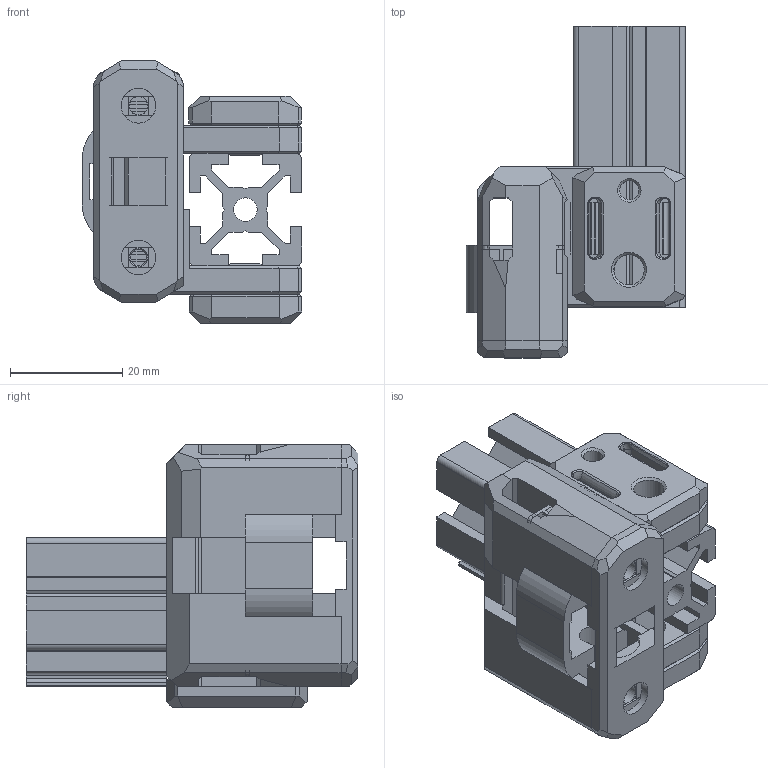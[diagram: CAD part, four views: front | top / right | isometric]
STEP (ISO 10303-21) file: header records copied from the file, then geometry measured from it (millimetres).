
FILE_DESCRIPTION(/* description */ (''),/* implementation_level */ '2;1');
FILE_NAME(/* name */ 'Mini BFI.step',/* time_stamp */ '2024-06-16T02:12:11+01:00',/* author */ (''),/* organization */ (''),/* preprocessor_version */ 'ST-DEVELOPER v20',/* originating_system */ 'Autodesk Translation Framework v13.14.0.145',/* authorisation */ '');
FILE_SCHEMA (('AUTOMOTIVE_DESIGN { 1 0 10303 214 3 1 1 }'));
Length unit declared in the file: millimetre
Products named in the file (9): Mini BFI v7; Mini BFI; Front_Idler; 2020_Extrusion; MGN9 :1 (3); Front_Cover; Belt_Clamp; Housing; Carrier
Assembly tree (9 placements, depth 5):
  Mini BFI v7
    Mini BFI
      Front_Idler
        2020_Extrusion
          MGN9 :1 (3)
        Front_Cover
        Belt_Clamp  x2
        Housing
        Carrier
Bounding box: 39.03 x 59.01 x 46.7 mm (x, y, z)
Volume: 34262.1 mm3; surface area: 28859.3 mm2
Topology: 10 solids, 10 shells, 1092 faces, 3076 edges, 2006 vertices
Faces by surface type: plane 687, cylinder 193, bspline 149, torus 32, cone 31
Full cylindrical faces by diameter (mm): 2.9 x1, 3.2 x2, 3.3 x2, 3.4 x6, 4.1 x1, 4.2 x1, 4.25 x2, 4.7 x2, 5.4 x2, 6.2 x2
Entity records: 39967 total; most frequent: CARTESIAN_POINT 14948, ORIENTED_EDGE 5504, DIRECTION 4685, EDGE_CURVE 2752, LINE 1927, VECTOR 1927, VERTEX_POINT 1804, AXIS2_PLACEMENT_3D 1379
